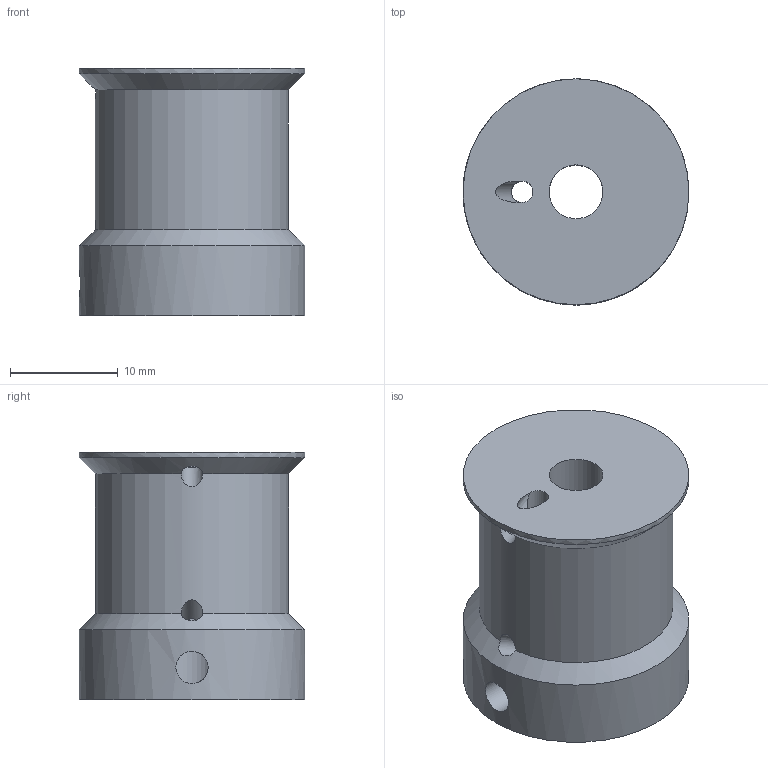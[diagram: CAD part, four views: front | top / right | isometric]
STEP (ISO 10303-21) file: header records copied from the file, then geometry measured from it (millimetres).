
FILE_DESCRIPTION(/* description */ (''),/* implementation_level */ '2;1');
FILE_NAME(/* name */ 'pulley.step',/* time_stamp */ '2016-03-01T13:47:53+01:00',/* author */ (''),/* organization */ (''),/* preprocessor_version */ 'ST-DEVELOPER v16.2',/* originating_system */ 'Autodesk Translation Framework v4.3.0.3010',/* authorisation */ '');
FILE_SCHEMA (('AUTOMOTIVE_DESIGN { 1 0 10303 214 3 1 1 }'));
Length unit declared in the file: centimetre
Products named in the file (1): pulley v4
Bounding box: 21 x 21 x 23 mm (x, y, z)
Volume: 5987.6 mm3; surface area: 2727.7 mm2
Topology: 1 solids, 1 shells, 19 faces, 59 edges, 38 vertices
Faces by surface type: cylinder 9, plane 8, cone 2
Full cylindrical faces by diameter (mm): 2 x3, 3 x2, 5 x1, 18 x1, 21 x2
Entity records: 742 total; most frequent: CARTESIAN_POINT 276, DIRECTION 88, ORIENTED_EDGE 78, EDGE_CURVE 39, EDGE_LOOP 38, AXIS2_PLACEMENT_3D 37, VERTEX_POINT 29, FACE_BOUND 19
